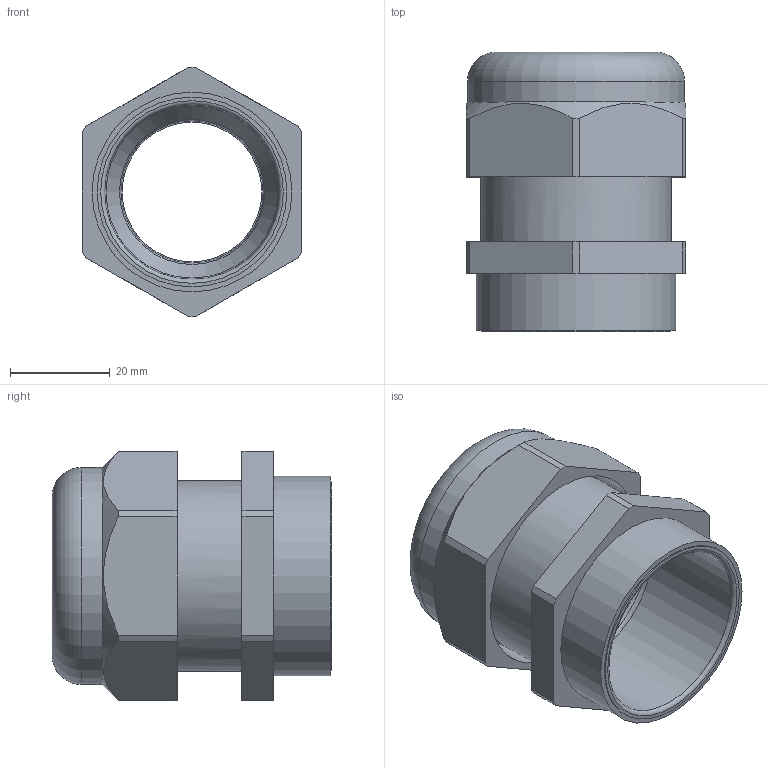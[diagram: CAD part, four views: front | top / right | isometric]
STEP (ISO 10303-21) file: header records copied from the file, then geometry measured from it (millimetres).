
FILE_DESCRIPTION (( 'STEP AP214' ), '1' );
FILE_NAME ('2022905.stp', '2023-10-24T07:14:18', ( '' ), ( '' ), 'SwSTEP 2.0', 'SolidWorks 2022', '' );
FILE_SCHEMA (( 'AUTOMOTIVE_DESIGN' ));
Length unit declared in the file: millimetre
Products named in the file (4): 2022905; 0006114_grafische Darstellung; EV501_M40; 0006115_grafische Darstellung
Assembly tree (3 placements, depth 2):
  2022905
    0006115_grafische Darstellung
    0006114_grafische Darstellung
    EV501_M40
Bounding box: 44 x 56 x 50 mm (x, y, z)
Volume: 28871.8 mm3; surface area: 25412.4 mm2
Topology: 3 solids, 3 shells, 284 faces, 775 edges, 500 vertices
Faces by surface type: plane 126, torus 68, cylinder 65, cone 25
Full cylindrical faces by diameter (mm): 28 x1, 28.2 x1, 28.5 x1, 33.7 x1, 35 x1, 35.62 x1, 38 x1, 38.25 x1, 40 x1, 41.15 x1, 43.5 x1
Entity records: 9770 total; most frequent: CARTESIAN_POINT 2639, ORIENTED_EDGE 1498, DIRECTION 1436, EDGE_CURVE 749, AXIS2_PLACEMENT_3D 571, VERTEX_POINT 494, EDGE_LOOP 313, FACE_OUTER_BOUND 300
